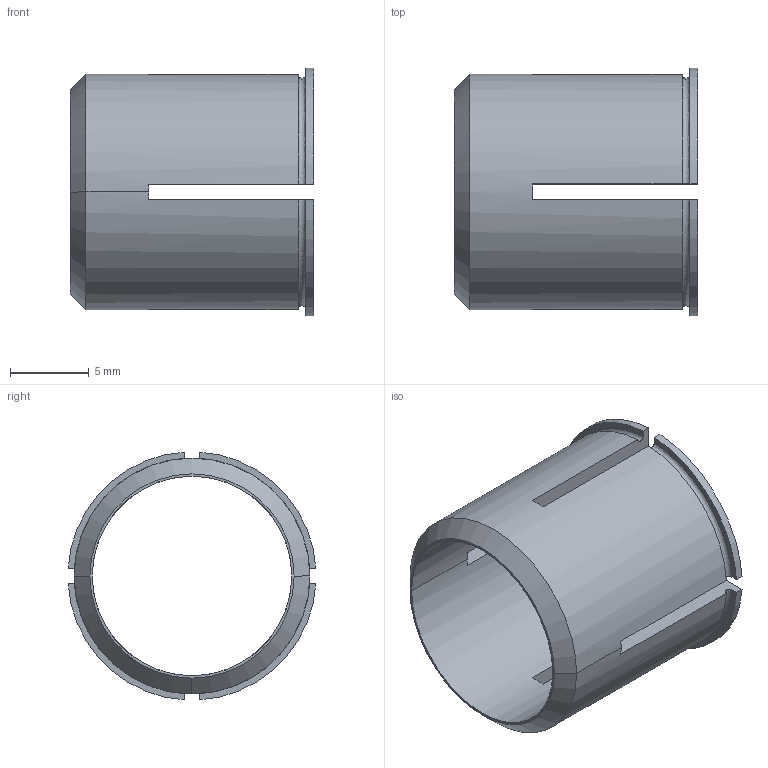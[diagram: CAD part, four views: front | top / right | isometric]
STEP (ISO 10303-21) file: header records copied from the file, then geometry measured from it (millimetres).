
FILE_DESCRIPTION (( 'STEP AP214' ), '1' );
FILE_NAME ('BR1-12,7.STEP', '2024-08-21T01:15:29', ( '' ), ( '' ), 'SwSTEP 2.0', 'SolidWorks 2021', '' );
FILE_SCHEMA (( 'AUTOMOTIVE_DESIGN' ));
Length unit declared in the file: inch
Products named in the file (1): BR1-12,7
Bounding box: 15.5 x 15.77 x 15.77 mm (x, y, z)
Volume: 708.3 mm3; surface area: 1476.5 mm2
Topology: 1 solids, 1 shells, 42 faces, 120 edges, 79 vertices
Faces by surface type: plane 21, cylinder 10, cone 7, bspline 4
Entity records: 1691 total; most frequent: CARTESIAN_POINT 562, ORIENTED_EDGE 240, DIRECTION 221, EDGE_CURVE 120, AXIS2_PLACEMENT_3D 82, VERTEX_POINT 79, LINE 57, VECTOR 57
